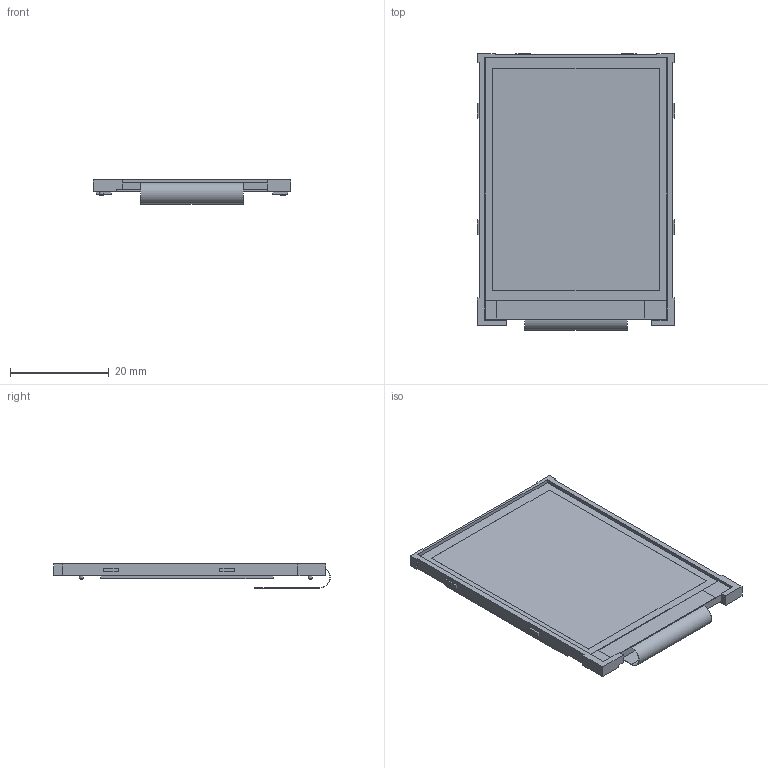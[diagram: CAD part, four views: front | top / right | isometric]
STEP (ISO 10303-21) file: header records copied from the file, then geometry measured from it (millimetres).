
FILE_DESCRIPTION(/* description */ ('Unknown'),/* implementation_level */ '2;1');
FILE_NAME(/* name */ '2.2 TFT ILI9341 - Reverse',/* time_stamp */ '2024-09-23T00:28:43-04:00',/* author */ ('Unknown'),/* organization */ ('Unknown'),/* preprocessor_version */ 'ST-DEVELOPER v16.7',/* originating_system */ 'Solid Edge',/* authorisation */ 'Unknown');
FILE_SCHEMA (('AUTOMOTIVE_DESIGN {1 0 10303 214 3 1 1}'));
Length unit declared in the file: millimetre
Products named in the file (1): 2.2 TFT ILI9341 - Reverse
Bounding box: 40.03 x 56.13 x 4.93 mm (x, y, z)
Volume: 4035.7 mm3; surface area: 6130.7 mm2
Topology: 1 solids, 21 shells, 583 faces, 1475 edges, 982 vertices
Faces by surface type: plane 465, bspline 104, cylinder 12, torus 2
Full cylindrical faces by diameter (mm): 0.9 x2, 1.009 x2
Entity records: 25334 total; most frequent: CARTESIAN_POINT 8763, ORIENTED_EDGE 2914, DIRECTION 1793, EDGE_CURVE 1457, VERTEX_POINT 980, LINE 781, VECTOR 781, EDGE_LOOP 663
